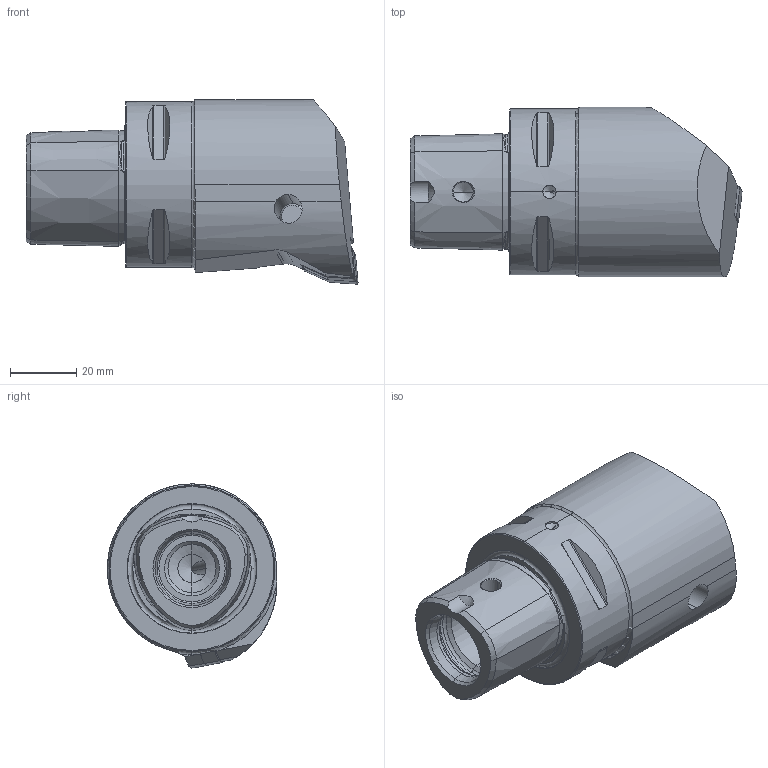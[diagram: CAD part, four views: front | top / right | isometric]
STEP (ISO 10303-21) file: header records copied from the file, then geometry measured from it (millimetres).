
FILE_DESCRIPTION (( 'STEP AP214' ), '1' );
FILE_NAME ('PS5.PWE.RLX.070-HP-90.STEP', '2021-08-31T11:40:58', ( '' ), ( '' ), 'SwSTEP 2.0', 'SolidWorks 2017', '' );
FILE_SCHEMA (( 'AUTOMOTIVE_DESIGN' ));
Length unit declared in the file: millimetre
Products named in the file (13): ISO 8752 2x8; WDF-ER3.101.000_A; DIN 7991 - M5x15; CHP-ER1.008.014_A; DIN 3771 - 13x1; WCD-ER1.101.000; WWE-ER2.101.004_A; CHP-ER1.015.006_A; WCD-ER4.101.017_A; PS5.PWE.RLX.070-HP-90; CHP-ER1.015.006; PS5-PWE.RLX.070-HP-90_A; WNMG080404
Assembly tree (12 placements, depth 3):
  PS5.PWE.RLX.070-HP-90
    PS5-PWE.RLX.070-HP-90_A
    WWE-ER2.101.004_A
    WNMG080404
    WDF-ER3.101.000_A
    WCD-ER4.101.017_A
    WCD-ER1.101.000
    ISO 8752 2x8
    CHP-ER1.015.006
      CHP-ER1.015.006_A
      DIN 3771 - 13x1
      DIN 7991 - M5x15
    CHP-ER1.008.014_A
Bounding box: 100.01 x 51 x 55.51 mm (x, y, z)
Volume: 130987 mm3; surface area: 27350.1 mm2
Topology: 11 solids, 11 shells, 475 faces, 1136 edges, 672 vertices
Faces by surface type: plane 144, cone 140, cylinder 118, torus 55, bspline 18
Entity records: 15588 total; most frequent: CARTESIAN_POINT 4088, DIRECTION 2270, ORIENTED_EDGE 2228, EDGE_CURVE 1114, AXIS2_PLACEMENT_3D 892, VERTEX_POINT 672, EDGE_LOOP 506, LINE 486
